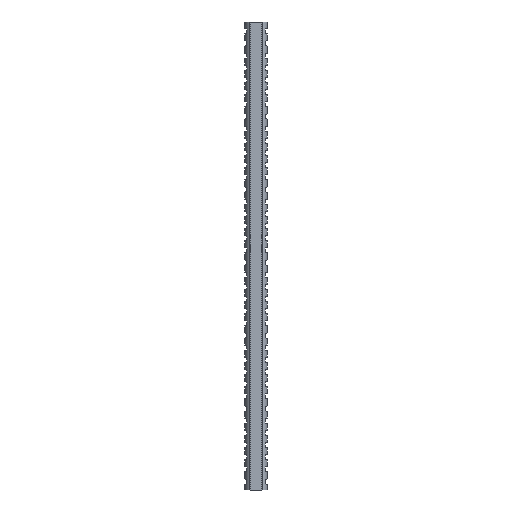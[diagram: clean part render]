
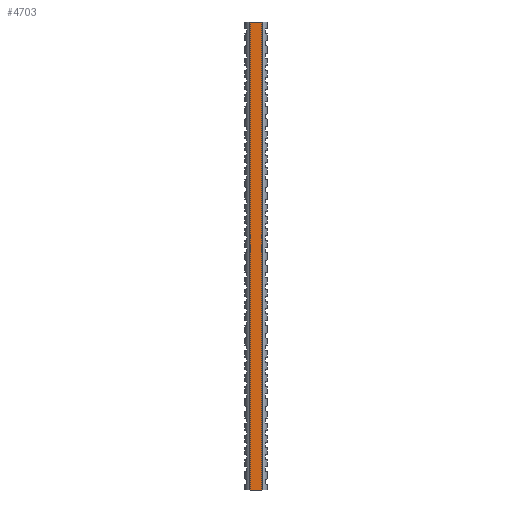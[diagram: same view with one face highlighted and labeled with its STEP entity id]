
A CAD part, front view. The second image highlights one B-rep face of the part: STEP entity #4703.
In plain terms, the highlighted planar face has unit normal (0, -1, 0).
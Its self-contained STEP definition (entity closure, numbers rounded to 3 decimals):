
#846 = CARTESIAN_POINT ( 'NONE',  ( -6., -0.4, 500. ) ) ;
#1288 = CARTESIAN_POINT ( 'NONE',  ( 6., -0.4, 0. ) ) ;
#1573 = LINE ( 'NONE', #17378, #2230 ) ;
#2117 = VECTOR ( 'NONE', #21480, 1000. ) ;
#2230 = VECTOR ( 'NONE', #26444, 1000. ) ;
#2966 = LINE ( 'NONE', #846, #15047 ) ;
#4300 = AXIS2_PLACEMENT_3D ( 'NONE', #26072, #5728, #28624 ) ;
#4703 = ADVANCED_FACE ( 'NONE', ( #18977 ), #12074, .F. ) ;
#5075 = VERTEX_POINT ( 'NONE', #1288 ) ;
#5649 = LINE ( 'NONE', #25987, #2117 ) ;
#5728 = DIRECTION ( 'NONE',  ( 0., 1., 0. ) ) ;
#6226 = CARTESIAN_POINT ( 'NONE',  ( 6., -0.4, 500. ) ) ;
#8791 = ORIENTED_EDGE ( 'NONE', *, *, #12605, .T. ) ;
#9176 = CARTESIAN_POINT ( 'NONE',  ( -6., -0.4, 0. ) ) ;
#9295 = EDGE_CURVE ( 'NONE', #27636, #21334, #2966, .T. ) ;
#9549 = ORIENTED_EDGE ( 'NONE', *, *, #9295, .F. ) ;
#10034 = DIRECTION ( 'NONE',  ( 1., 0., 0. ) ) ;
#12074 = PLANE ( 'NONE',  #4300 ) ;
#12605 = EDGE_CURVE ( 'NONE', #15724, #5075, #5649, .T. ) ;
#15047 = VECTOR ( 'NONE', #10034, 1000. ) ;
#15538 = LINE ( 'NONE', #27140, #20857 ) ;
#15724 = VERTEX_POINT ( 'NONE', #9176 ) ;
#17378 = CARTESIAN_POINT ( 'NONE',  ( -6., -0.4, 500. ) ) ;
#18977 = FACE_OUTER_BOUND ( 'NONE', #20387, .T. ) ;
#20387 = EDGE_LOOP ( 'NONE', ( #8791, #27020, #9549, #22039 ) ) ;
#20857 = VECTOR ( 'NONE', #29390, 1000. ) ;
#21334 = VERTEX_POINT ( 'NONE', #6226 ) ;
#21480 = DIRECTION ( 'NONE',  ( 1., 0., 0. ) ) ;
#22039 = ORIENTED_EDGE ( 'NONE', *, *, #23860, .T. ) ;
#23860 = EDGE_CURVE ( 'NONE', #27636, #15724, #1573, .T. ) ;
#25987 = CARTESIAN_POINT ( 'NONE',  ( -6., -0.4, 0. ) ) ;
#26072 = CARTESIAN_POINT ( 'NONE',  ( -6., -0.4, 500. ) ) ;
#26444 = DIRECTION ( 'NONE',  ( 0., 0., -1. ) ) ;
#27020 = ORIENTED_EDGE ( 'NONE', *, *, #28111, .F. ) ;
#27140 = CARTESIAN_POINT ( 'NONE',  ( 6., -0.4, 500. ) ) ;
#27636 = VERTEX_POINT ( 'NONE', #27954 ) ;
#27954 = CARTESIAN_POINT ( 'NONE',  ( -6., -0.4, 500. ) ) ;
#28111 = EDGE_CURVE ( 'NONE', #21334, #5075, #15538, .T. ) ;
#28624 = DIRECTION ( 'NONE',  ( 0., 0., 1. ) ) ;
#29390 = DIRECTION ( 'NONE',  ( 0., 0., -1. ) ) ;
